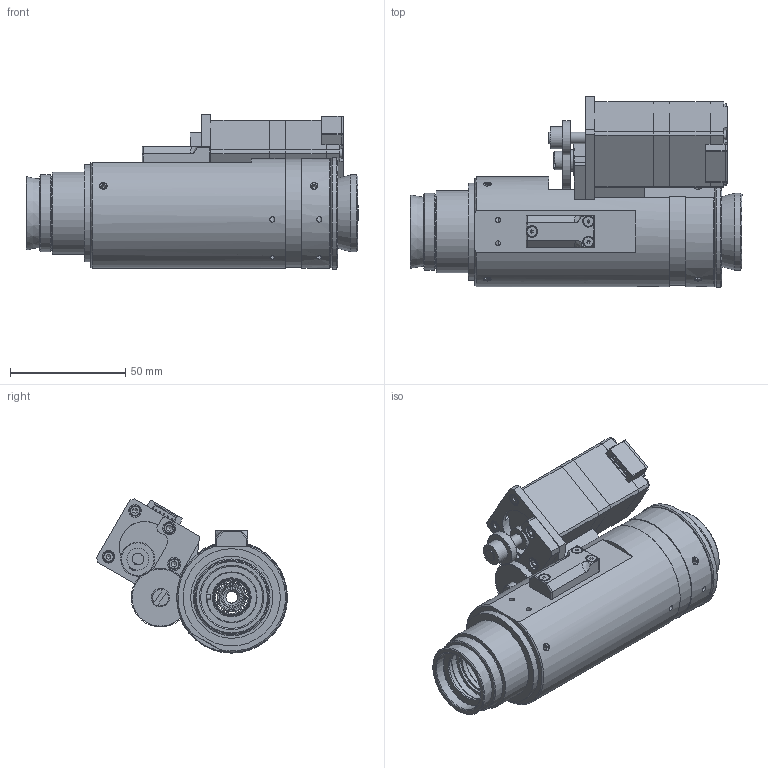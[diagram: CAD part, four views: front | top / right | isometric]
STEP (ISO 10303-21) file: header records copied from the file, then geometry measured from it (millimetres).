
FILE_DESCRIPTION(/* description */ ('RING, RETAINING, "C" LENS'),/* implementation_level */ '2;1');
FILE_NAME(/* name */ '52008_0.stp',/* time_stamp */ '2015-04-06T14:06:14-04:00',/* author */ ('BONAFEDE'),/* organization */ (''),/* preprocessor_version */ 'ST-DEVELOPER v15.6',/* originating_system */ 'Autodesk Inventor 2015',/* authorisation */ '');
FILE_SCHEMA (('AUTOMOTIVE_DESIGN { 1 0 10303 214 3 1 1 }'));
Length unit declared in the file: inch
Products named in the file (56): 50371; 50349; 50121; 50358; 50143; 50616; 50693; 50372; 50361; 50350; 50351; 60697; 50359; 7007; 50725; 50726; 50727; 50465; 50466; 50467; 50539; 50352; 50347; 50211; 62325; 51187; 51219; 50117; 50115; 50113; 7326; 7004; 61358; 51973; 62327; 7449; 40050; 40190; 64002; A1120ELHLT-T ...
Bounding box: 143.97 x 82.81 x 66.9 mm (x, y, z)
Volume: 150011.6 mm3; surface area: 94061.2 mm2
Topology: 73 solids, 76 shells, 1440 faces, 3432 edges, 2250 vertices
Faces by surface type: plane 824, cylinder 361, cone 146, bspline 85, sphere 14, torus 10
Full cylindrical faces by diameter (mm): 0.35 x5, 0.5 x5, 0.508 x4, 1.016 x2, 1.27 x2, 1.524 x5, 1.702 x9, 1.727 x2, 1.93 x2, 1.938 x4, 1.948 x4, 2.083 x2, 2.159 x18, 2.184 x12, 2.286 x2, 2.5 x8, 2.692 x3, 2.845 x13, 2.896 x4, 3.162 x2, 3.175 x2, 3.302 x8, 3.454 x2, 4 x4, 4.166 x7, 4.267 x3, 4.5 x4, 4.648 x6, 4.75 x3, 4.762 x1
Entity records: 35757 total; most frequent: CARTESIAN_POINT 10372, DIRECTION 4861, ORIENTED_EDGE 4512, EDGE_CURVE 2259, AXIS2_PLACEMENT_3D 1778, VERTEX_POINT 1654, EDGE_LOOP 1613, LINE 1305
